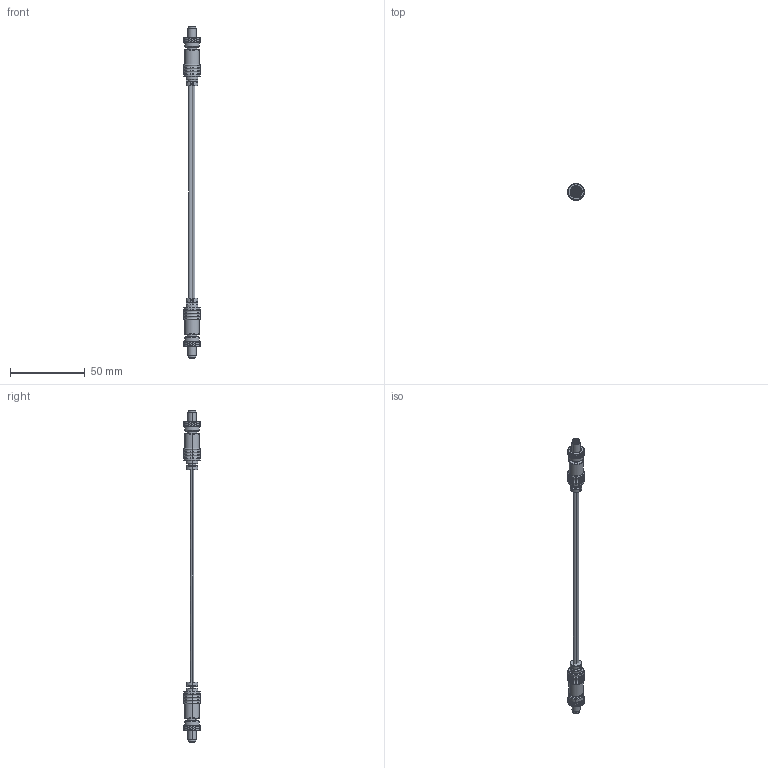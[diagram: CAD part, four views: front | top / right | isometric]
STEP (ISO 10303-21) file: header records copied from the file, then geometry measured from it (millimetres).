
FILE_DESCRIPTION (( 'STEP AP203' ), '1' );
FILE_NAME ('10-00111.step', '2016-09-15T23:30:46', ( '' ), ( '' ), 'SwSTEP 2.0', 'SolidWorks 2015', '' );
FILE_SCHEMA (( 'CONFIG_CONTROL_DESIGN' ));
Length unit declared in the file: millimetre
Products named in the file (10): 50-00010; 30-00007_wbc; 50-00010 pin; 10-00111; 50-00010 interior shell; 50-00010 shell 2; 24-00016; 50-00010 shell; 50-00010 insulator; 50-00010 locking ring
Assembly tree (11 placements, depth 3):
  10-00111
    30-00007_wbc
    24-00016  x2
    50-00010  x2
      50-00010 insulator
      50-00010 interior shell
      50-00010 locking ring
      50-00010 pin
      50-00010 shell 2
      50-00010 shell
Bounding box: 11 x 11 x 221.6 mm (x, y, z)
Volume: 6141.3 mm3; surface area: 10535.6 mm2
Topology: 22 solids, 22 shells, 3668 faces, 8637 edges, 5062 vertices
Faces by surface type: bspline 1564, plane 1329, cylinder 619, torus 116, cone 40
Entity records: 77081 total; most frequent: CARTESIAN_POINT 41559, ORIENTED_EDGE 8792, EDGE_CURVE 4396, DIRECTION 4089, B_SPLINE_CURVE_WITH_KNOTS 2915, VERTEX_POINT 2584, EDGE_LOOP 1910, FACE_OUTER_BOUND 1871
